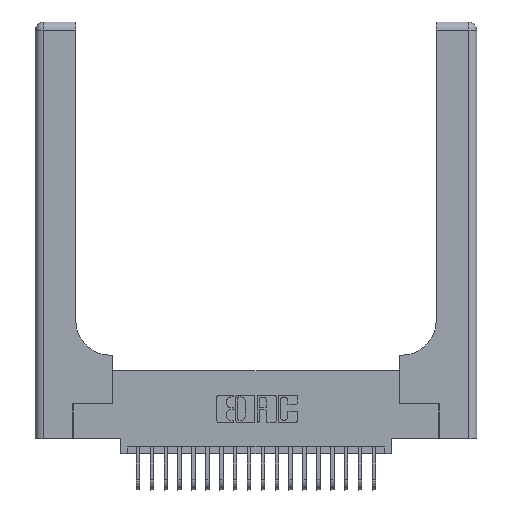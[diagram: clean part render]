
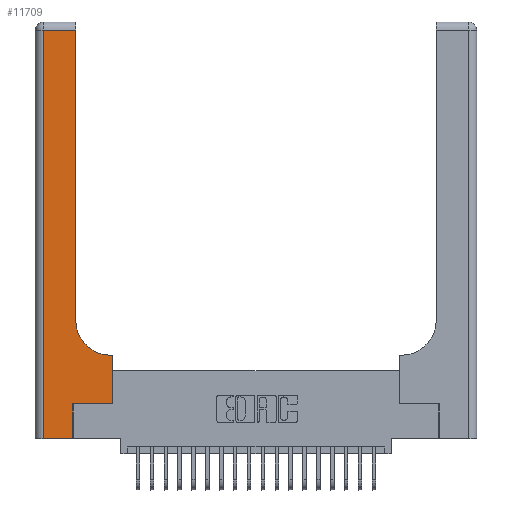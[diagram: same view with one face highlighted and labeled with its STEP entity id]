
A CAD part, top view. The second image highlights one B-rep face of the part: STEP entity #11709.
In plain terms, the highlighted planar face has unit normal (0, 0, 1).
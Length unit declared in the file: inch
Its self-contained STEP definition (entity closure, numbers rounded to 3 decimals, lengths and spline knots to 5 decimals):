
#38 = VERTEX_POINT ( 'NONE', #12341 ) ;
#146 = LINE ( 'NONE', #23471, #14554 ) ;
#537 = LINE ( 'NONE', #17489, #7914 ) ;
#634 = DIRECTION ( 'NONE',  ( 0., 0., -1. ) ) ;
#884 = CARTESIAN_POINT ( 'NONE',  ( 0.5415, 0.6, 0.37 ) ) ;
#1067 = VERTEX_POINT ( 'NONE', #884 ) ;
#1127 = DIRECTION ( 'NONE',  ( 0., -1., 0. ) ) ;
#1345 = ORIENTED_EDGE ( 'NONE', *, *, #12431, .T. ) ;
#1447 = VERTEX_POINT ( 'NONE', #3682 ) ;
#1540 = CARTESIAN_POINT ( 'NONE',  ( 0.269, 0.25, 0.37 ) ) ;
#2036 = DIRECTION ( 'NONE',  ( -1., 0., 0. ) ) ;
#2046 = VECTOR ( 'NONE', #1127, 39.37008 ) ;
#2188 = LINE ( 'NONE', #21202, #14787 ) ;
#2387 = ORIENTED_EDGE ( 'NONE', *, *, #7406, .T. ) ;
#2395 = CARTESIAN_POINT ( 'NONE',  ( 0.5415, 0.85, 0.37 ) ) ;
#2654 = CARTESIAN_POINT ( 'NONE',  ( 0.5585, 0.6, 0.37 ) ) ;
#2684 = CARTESIAN_POINT ( 'NONE',  ( 0.06, 2.94, 0.37 ) ) ;
#2796 = CARTESIAN_POINT ( 'NONE',  ( 0.5585, 0.25, 0.37 ) ) ;
#2972 = CARTESIAN_POINT ( 'NONE',  ( 0., 2.94, 0.37 ) ) ;
#3334 = VERTEX_POINT ( 'NONE', #22413 ) ;
#3682 = CARTESIAN_POINT ( 'NONE',  ( 0.2915, 2.94, 0.37 ) ) ;
#3741 = VERTEX_POINT ( 'NONE', #2654 ) ;
#3925 = ORIENTED_EDGE ( 'NONE', *, *, #17168, .T. ) ;
#6220 = DIRECTION ( 'NONE',  ( 1., 0., 0. ) ) ;
#6221 = DIRECTION ( 'NONE',  ( -1., 0., 0. ) ) ;
#6715 = EDGE_CURVE ( 'NONE', #15273, #18104, #17094, .T. ) ;
#6984 = CARTESIAN_POINT ( 'NONE',  ( 0., 3., 0.37 ) ) ;
#7406 = EDGE_CURVE ( 'NONE', #1447, #15704, #12922, .T. ) ;
#7543 = EDGE_CURVE ( 'NONE', #1067, #38, #10268, .T. ) ;
#7690 = EDGE_LOOP ( 'NONE', ( #3925, #2387, #18061, #11808, #18726, #1345, #8747, #20910, #8865 ) ) ;
#7914 = VECTOR ( 'NONE', #6221, 39.37008 ) ;
#8142 = EDGE_CURVE ( 'NONE', #15704, #15273, #11991, .T. ) ;
#8272 = VECTOR ( 'NONE', #23085, 39.37008 ) ;
#8516 = CARTESIAN_POINT ( 'NONE',  ( 0.06, 0., 0.37 ) ) ;
#8747 = ORIENTED_EDGE ( 'NONE', *, *, #10199, .T. ) ;
#8865 = ORIENTED_EDGE ( 'NONE', *, *, #7543, .T. ) ;
#9322 = CARTESIAN_POINT ( 'NONE',  ( 0.5585, 0.25, 0.37 ) ) ;
#9426 = AXIS2_PLACEMENT_3D ( 'NONE', #2395, #634, #6220 ) ;
#10187 = DIRECTION ( 'NONE',  ( 0., 1., 0. ) ) ;
#10199 = EDGE_CURVE ( 'NONE', #15228, #3741, #20960, .T. ) ;
#10268 = CIRCLE ( 'NONE', #9426, 0.25 ) ;
#11709 = ADVANCED_FACE ( 'NONE', ( #18587 ), #21755, .F. ) ;
#11808 = ORIENTED_EDGE ( 'NONE', *, *, #6715, .T. ) ;
#11991 = LINE ( 'NONE', #12425, #2046 ) ;
#12341 = CARTESIAN_POINT ( 'NONE',  ( 0.2915, 0.85, 0.37 ) ) ;
#12425 = CARTESIAN_POINT ( 'NONE',  ( 0.06, 3., 0.37 ) ) ;
#12431 = EDGE_CURVE ( 'NONE', #3334, #15228, #20012, .T. ) ;
#12922 = LINE ( 'NONE', #2972, #21435 ) ;
#14554 = VECTOR ( 'NONE', #10187, 39.37008 ) ;
#14724 = DIRECTION ( 'NONE',  ( 0., 1., 0. ) ) ;
#14787 = VECTOR ( 'NONE', #19585, 39.37008 ) ;
#15228 = VERTEX_POINT ( 'NONE', #2796 ) ;
#15273 = VERTEX_POINT ( 'NONE', #8516 ) ;
#15382 = VECTOR ( 'NONE', #14724, 39.37008 ) ;
#15704 = VERTEX_POINT ( 'NONE', #2684 ) ;
#15977 = EDGE_CURVE ( 'NONE', #18104, #3334, #146, .T. ) ;
#16409 = CARTESIAN_POINT ( 'NONE',  ( 0., 0., 0.37 ) ) ;
#17094 = LINE ( 'NONE', #16409, #8272 ) ;
#17168 = EDGE_CURVE ( 'NONE', #38, #1447, #2188, .T. ) ;
#17489 = CARTESIAN_POINT ( 'NONE',  ( 0.2915, 0.6, 0.37 ) ) ;
#18061 = ORIENTED_EDGE ( 'NONE', *, *, #8142, .T. ) ;
#18104 = VERTEX_POINT ( 'NONE', #18730 ) ;
#18231 = DIRECTION ( 'NONE',  ( 0., 0., -1. ) ) ;
#18587 = FACE_OUTER_BOUND ( 'NONE', #7690, .T. ) ;
#18726 = ORIENTED_EDGE ( 'NONE', *, *, #15977, .T. ) ;
#18730 = CARTESIAN_POINT ( 'NONE',  ( 0.269, 0., 0.37 ) ) ;
#19585 = DIRECTION ( 'NONE',  ( 0., 1., 0. ) ) ;
#19804 = DIRECTION ( 'NONE',  ( -1., 0., 0. ) ) ;
#20012 = LINE ( 'NONE', #1540, #23818 ) ;
#20910 = ORIENTED_EDGE ( 'NONE', *, *, #23050, .T. ) ;
#20960 = LINE ( 'NONE', #9322, #15382 ) ;
#21202 = CARTESIAN_POINT ( 'NONE',  ( 0.2915, 3., 0.37 ) ) ;
#21435 = VECTOR ( 'NONE', #2036, 39.37008 ) ;
#21755 = PLANE ( 'NONE',  #23017 ) ;
#21953 = DIRECTION ( 'NONE',  ( 1., 0., 0. ) ) ;
#22413 = CARTESIAN_POINT ( 'NONE',  ( 0.269, 0.25, 0.37 ) ) ;
#23017 = AXIS2_PLACEMENT_3D ( 'NONE', #6984, #18231, #19804 ) ;
#23050 = EDGE_CURVE ( 'NONE', #3741, #1067, #537, .T. ) ;
#23085 = DIRECTION ( 'NONE',  ( 1., 0., 0. ) ) ;
#23471 = CARTESIAN_POINT ( 'NONE',  ( 0.269, 0., 0.37 ) ) ;
#23818 = VECTOR ( 'NONE', #21953, 39.37008 ) ;
